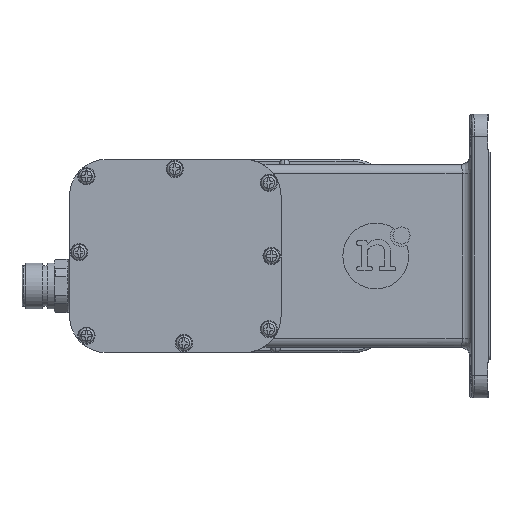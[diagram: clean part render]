
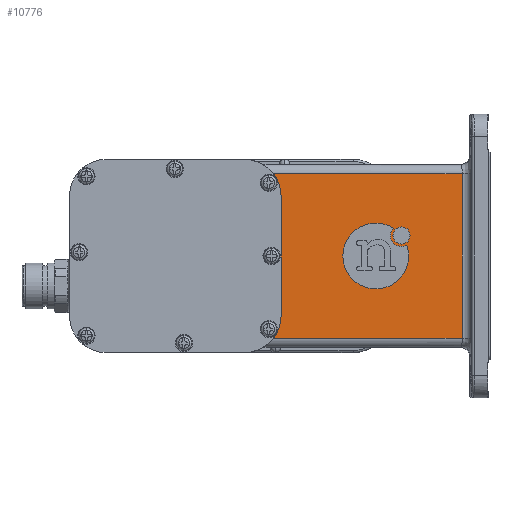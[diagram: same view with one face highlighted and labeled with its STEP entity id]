
A CAD part, front view. The second image highlights one B-rep face of the part: STEP entity #10776.
In plain terms, the highlighted planar face has unit normal (0, -1, 0).
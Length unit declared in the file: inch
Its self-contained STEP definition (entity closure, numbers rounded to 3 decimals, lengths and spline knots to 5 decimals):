
#59 = VERTEX_POINT ( 'NONE', #37973 ) ;
#228 = EDGE_CURVE ( 'NONE', #19006, #52208, #20235, .T. ) ;
#842 = CIRCLE ( 'NONE', #42524, 0.45 ) ;
#1305 = ORIENTED_EDGE ( 'NONE', *, *, #11608, .T. ) ;
#1808 = VERTEX_POINT ( 'NONE', #10341 ) ;
#2441 = ORIENTED_EDGE ( 'NONE', *, *, #46445, .F. ) ;
#4125 = DIRECTION ( 'NONE',  ( 0., -1., 0. ) ) ;
#4380 = ORIENTED_EDGE ( 'NONE', *, *, #21922, .F. ) ;
#4563 = VERTEX_POINT ( 'NONE', #31286 ) ;
#4698 = VERTEX_POINT ( 'NONE', #45374 ) ;
#4724 = DIRECTION ( 'NONE',  ( 1., 0., 0. ) ) ;
#4889 = CARTESIAN_POINT ( 'NONE',  ( -2.83, -0.64, 0.82 ) ) ;
#5125 = CARTESIAN_POINT ( 'NONE',  ( -1.18306, -0.64, 0.2801 ) ) ;
#5898 = DIRECTION ( 'NONE',  ( 0., -1., 0. ) ) ;
#5926 = ORIENTED_EDGE ( 'NONE', *, *, #228, .F. ) ;
#6512 = AXIS2_PLACEMENT_3D ( 'NONE', #5125, #30941, #31335 ) ;
#6988 = DIRECTION ( 'NONE',  ( 0., 0., -1. ) ) ;
#7967 = DIRECTION ( 'NONE',  ( 0., 0., -1. ) ) ;
#8532 = VERTEX_POINT ( 'NONE', #10373 ) ;
#8806 = VERTEX_POINT ( 'NONE', #16781 ) ;
#9249 = ORIENTED_EDGE ( 'NONE', *, *, #35672, .F. ) ;
#9386 = CARTESIAN_POINT ( 'NONE',  ( -1.29459, -0.64, 0.3804 ) ) ;
#10341 = CARTESIAN_POINT ( 'NONE',  ( -1.11035, -0.64, 0.1489 ) ) ;
#10373 = CARTESIAN_POINT ( 'NONE',  ( -1.535, -0.64, 0.45 ) ) ;
#10667 = DIRECTION ( 'NONE',  ( 0., 0., -1. ) ) ;
#10776 = ADVANCED_FACE ( 'NONE', ( #43118, #31358, #55538 ), #53681, .T. ) ;
#10834 = CIRCLE ( 'NONE', #24604, 0.5 ) ;
#10990 = DIRECTION ( 'NONE',  ( 0., -1., 0. ) ) ;
#11322 = DIRECTION ( 'NONE',  ( 0., 1., 0. ) ) ;
#11608 = EDGE_CURVE ( 'NONE', #17455, #4698, #50860, .T. ) ;
#11856 = VERTEX_POINT ( 'NONE', #21529 ) ;
#12813 = DIRECTION ( 'NONE',  ( 0., 1., 0. ) ) ;
#13493 = AXIS2_PLACEMENT_3D ( 'NONE', #37068, #5898, #10667 ) ;
#14459 = EDGE_CURVE ( 'NONE', #8806, #11856, #28357, .T. ) ;
#15475 = DIRECTION ( 'NONE',  ( 0., 0., -1. ) ) ;
#15741 = CARTESIAN_POINT ( 'NONE',  ( -3.07485, -0.64, 1.125 ) ) ;
#15927 = ORIENTED_EDGE ( 'NONE', *, *, #51714, .T. ) ;
#15932 = EDGE_CURVE ( 'NONE', #41903, #4563, #38450, .T. ) ;
#16014 = EDGE_LOOP ( 'NONE', ( #2441, #42794, #4380, #9249 ) ) ;
#16781 = CARTESIAN_POINT ( 'NONE',  ( -2.83, -0.64, 0.82 ) ) ;
#17455 = VERTEX_POINT ( 'NONE', #50109 ) ;
#19006 = VERTEX_POINT ( 'NONE', #31038 ) ;
#19506 = DIRECTION ( 'NONE',  ( 0., -1., 0. ) ) ;
#20235 = CIRCLE ( 'NONE', #6512, 0.11719 ) ;
#21529 = CARTESIAN_POINT ( 'NONE',  ( -2.83, -0.64, -0.82 ) ) ;
#21680 = DIRECTION ( 'NONE',  ( 0., 0., -1. ) ) ;
#21922 = EDGE_CURVE ( 'NONE', #8532, #59, #41790, .T. ) ;
#23541 = VECTOR ( 'NONE', #7967, 39.37008 ) ;
#24604 = AXIS2_PLACEMENT_3D ( 'NONE', #31360, #48945, #26891 ) ;
#25382 = CARTESIAN_POINT ( 'NONE',  ( -0.35617, -0.64, 0.82 ) ) ;
#26891 = DIRECTION ( 'NONE',  ( 0., 0., 1. ) ) ;
#27483 = AXIS2_PLACEMENT_3D ( 'NONE', #43132, #12813, #21680 ) ;
#28348 = VECTOR ( 'NONE', #48007, 39.37008 ) ;
#28357 = LINE ( 'NONE', #4889, #23541 ) ;
#28772 = CARTESIAN_POINT ( 'NONE',  ( -1.18306, -0.64, 0.39728 ) ) ;
#29281 = VERTEX_POINT ( 'NONE', #9386 ) ;
#29418 = DIRECTION ( 'NONE',  ( 0., 0., -1. ) ) ;
#30941 = DIRECTION ( 'NONE',  ( 0., -1., 0. ) ) ;
#30979 = ORIENTED_EDGE ( 'NONE', *, *, #33069, .F. ) ;
#31038 = CARTESIAN_POINT ( 'NONE',  ( -1.18306, -0.64, 0.16291 ) ) ;
#31127 = CARTESIAN_POINT ( 'NONE',  ( -0.25, -0.64, -1.125 ) ) ;
#31191 = EDGE_LOOP ( 'NONE', ( #1305, #44892, #50495, #15927, #52337, #53408 ) ) ;
#31286 = CARTESIAN_POINT ( 'NONE',  ( -2.9338, -0.64, 1.125 ) ) ;
#31335 = DIRECTION ( 'NONE',  ( 0., 0., -1. ) ) ;
#31358 = FACE_BOUND ( 'NONE', #34039, .T. ) ;
#31360 = CARTESIAN_POINT ( 'NONE',  ( -3.33, -0.64, -0.82 ) ) ;
#33069 = EDGE_CURVE ( 'NONE', #52208, #19006, #38057, .T. ) ;
#34039 = EDGE_LOOP ( 'NONE', ( #30979, #5926 ) ) ;
#34719 = AXIS2_PLACEMENT_3D ( 'NONE', #44607, #36433, #40946 ) ;
#34945 = DIRECTION ( 'NONE',  ( 0., 0., -1. ) ) ;
#35672 = EDGE_CURVE ( 'NONE', #29281, #8532, #842, .T. ) ;
#36327 = EDGE_CURVE ( 'NONE', #4698, #41903, #44305, .T. ) ;
#36433 = DIRECTION ( 'NONE',  ( 0., -1., 0. ) ) ;
#37068 = CARTESIAN_POINT ( 'NONE',  ( -1.18306, -0.64, 0.2801 ) ) ;
#37425 = CARTESIAN_POINT ( 'NONE',  ( -1.535, -0.64, 0. ) ) ;
#37973 = CARTESIAN_POINT ( 'NONE',  ( -1.535, -0.64, -0.45 ) ) ;
#38057 = CIRCLE ( 'NONE', #13493, 0.11719 ) ;
#38307 = CARTESIAN_POINT ( 'NONE',  ( -0.35617, -0.64, 1.125 ) ) ;
#38450 = LINE ( 'NONE', #15741, #46064 ) ;
#40946 = DIRECTION ( 'NONE',  ( 0., 0., -1. ) ) ;
#41174 = AXIS2_PLACEMENT_3D ( 'NONE', #53522, #4125, #34945 ) ;
#41790 = CIRCLE ( 'NONE', #41174, 0.45 ) ;
#41903 = VERTEX_POINT ( 'NONE', #38307 ) ;
#42524 = AXIS2_PLACEMENT_3D ( 'NONE', #50244, #19506, #6988 ) ;
#42794 = ORIENTED_EDGE ( 'NONE', *, *, #44857, .F. ) ;
#43118 = FACE_OUTER_BOUND ( 'NONE', #31191, .T. ) ;
#43132 = CARTESIAN_POINT ( 'NONE',  ( -1.18306, -0.64, 0.2801 ) ) ;
#44305 = LINE ( 'NONE', #25382, #28348 ) ;
#44607 = CARTESIAN_POINT ( 'NONE',  ( -3.33, -0.64, 0.82 ) ) ;
#44857 = EDGE_CURVE ( 'NONE', #59, #1808, #48985, .T. ) ;
#44892 = ORIENTED_EDGE ( 'NONE', *, *, #36327, .T. ) ;
#45374 = CARTESIAN_POINT ( 'NONE',  ( -0.35617, -0.64, -1.125 ) ) ;
#46064 = VECTOR ( 'NONE', #46635, 39.37008 ) ;
#46343 = AXIS2_PLACEMENT_3D ( 'NONE', #37425, #10990, #15475 ) ;
#46445 = EDGE_CURVE ( 'NONE', #1808, #29281, #49797, .T. ) ;
#46635 = DIRECTION ( 'NONE',  ( -1., 0., 0. ) ) ;
#48007 = DIRECTION ( 'NONE',  ( 0., 0., 1. ) ) ;
#48082 = VECTOR ( 'NONE', #4724, 39.37008 ) ;
#48945 = DIRECTION ( 'NONE',  ( 0., 1., 0. ) ) ;
#48985 = CIRCLE ( 'NONE', #46343, 0.45 ) ;
#49797 = CIRCLE ( 'NONE', #27483, 0.15 ) ;
#50109 = CARTESIAN_POINT ( 'NONE',  ( -2.9338, -0.64, -1.125 ) ) ;
#50244 = CARTESIAN_POINT ( 'NONE',  ( -1.535, -0.64, 0. ) ) ;
#50495 = ORIENTED_EDGE ( 'NONE', *, *, #15932, .T. ) ;
#50860 = LINE ( 'NONE', #31127, #48082 ) ;
#51714 = EDGE_CURVE ( 'NONE', #4563, #8806, #52786, .T. ) ;
#52208 = VERTEX_POINT ( 'NONE', #28772 ) ;
#52337 = ORIENTED_EDGE ( 'NONE', *, *, #14459, .T. ) ;
#52786 = CIRCLE ( 'NONE', #53987, 0.5 ) ;
#53408 = ORIENTED_EDGE ( 'NONE', *, *, #55987, .T. ) ;
#53522 = CARTESIAN_POINT ( 'NONE',  ( -1.535, -0.64, 0. ) ) ;
#53681 = PLANE ( 'NONE',  #34719 ) ;
#53987 = AXIS2_PLACEMENT_3D ( 'NONE', #55908, #11322, #29418 ) ;
#55538 = FACE_BOUND ( 'NONE', #16014, .T. ) ;
#55908 = CARTESIAN_POINT ( 'NONE',  ( -3.33, -0.64, 0.82 ) ) ;
#55987 = EDGE_CURVE ( 'NONE', #11856, #17455, #10834, .T. ) ;
